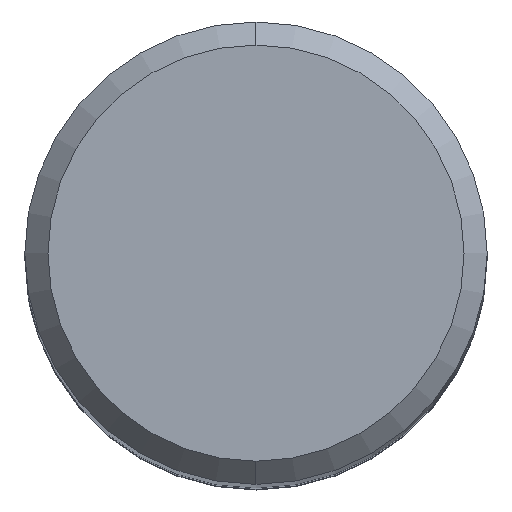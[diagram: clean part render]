
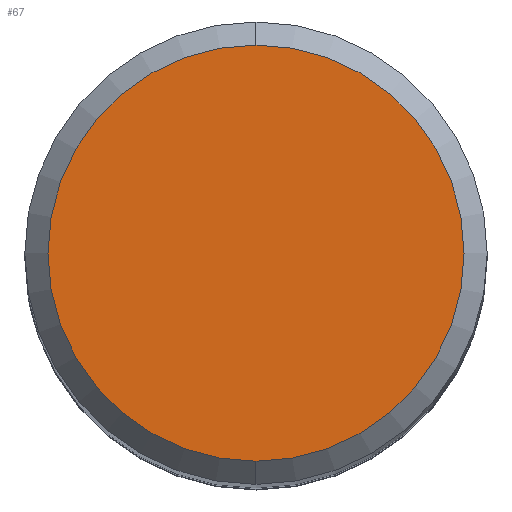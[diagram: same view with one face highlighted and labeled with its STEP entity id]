
A CAD part, top view. The second image highlights one B-rep face of the part: STEP entity #67.
In plain terms, the highlighted planar face has unit normal (0, 0, 1).
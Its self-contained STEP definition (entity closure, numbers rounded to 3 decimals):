
#67=ADVANCED_FACE('',(#131),#132,.T.);
#131=FACE_OUTER_BOUND('',#196,.T.);
#132=PLANE('',#197);
#196=EDGE_LOOP('',(#287,#288));
#197=AXIS2_PLACEMENT_3D('',#289,#290,#291);
#287=ORIENTED_EDGE('',*,*,#363,.F.);
#288=ORIENTED_EDGE('',*,*,#366,.F.);
#289=CARTESIAN_POINT('',(0.,2.25,44.53));
#290=DIRECTION('',(0.,0.0,1.0));
#291=DIRECTION('',(0.0,-1.0,0.0));
#363=EDGE_CURVE('',#420,#422,#423,.T.);
#366=EDGE_CURVE('',#422,#420,#426,.T.);
#420=VERTEX_POINT('',#486);
#422=VERTEX_POINT('',#489);
#423=CIRCLE('',#490,4.5);
#426=CIRCLE('',#494,4.5);
#486=CARTESIAN_POINT('',(0.,4.5,44.53));
#489=CARTESIAN_POINT('',(0.,-4.5,44.53));
#490=AXIS2_PLACEMENT_3D('',#546,#547,#548);
#494=AXIS2_PLACEMENT_3D('',#550,#551,#552);
#546=CARTESIAN_POINT('',(0.,0.0,44.53));
#547=DIRECTION('',(0.,0.0,-1.0));
#548=DIRECTION('',(0.0,1.0,0.0));
#550=CARTESIAN_POINT('',(0.,0.0,44.53));
#551=DIRECTION('',(0.,0.0,-1.0));
#552=DIRECTION('',(0.0,1.0,0.0));
